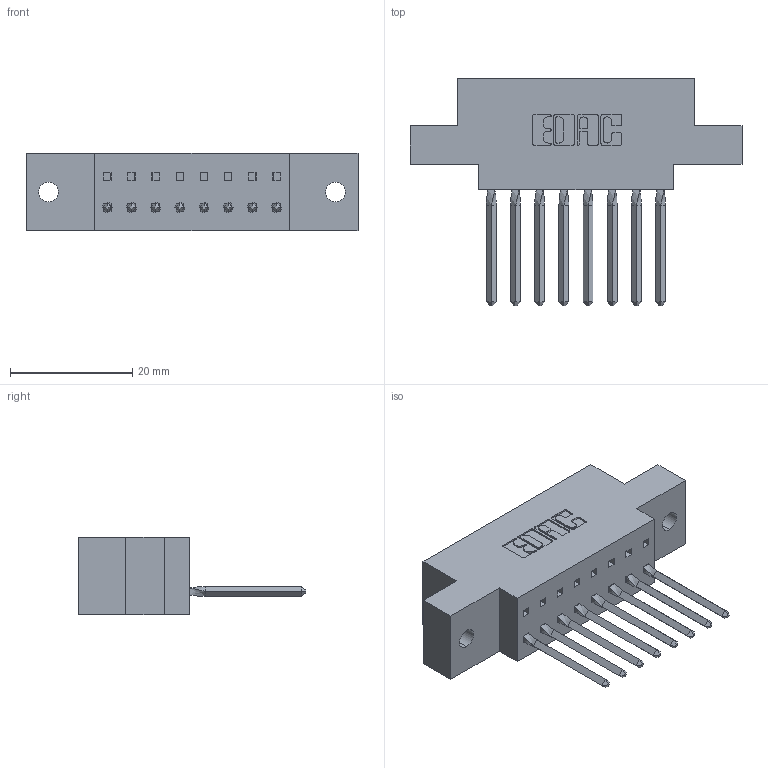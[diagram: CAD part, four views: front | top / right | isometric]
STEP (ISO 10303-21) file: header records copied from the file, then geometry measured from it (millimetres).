
FILE_DESCRIPTION (( 'STEP AP203' ), '1' );
FILE_NAME ('317-008-541-602.STEP', '2020-02-27T13:08:09', ( '' ), ( '' ), 'SwSTEP 2.0', 'SolidWorks 2016', '' );
FILE_SCHEMA (( 'CONFIG_CONTROL_DESIGN' ));
Length unit declared in the file: inch
Products named in the file (3): 317-008-541-602; 317-290-002_541; 317 Part_.144 Dia
Assembly tree (9 placements, depth 2):
  317-008-541-602
    317 Part_.144 Dia
    317-290-002_541  x8
Bounding box: 54.41 x 37.34 x 12.7 mm (x, y, z)
Volume: 7740.8 mm3; surface area: 9538.2 mm2
Topology: 9 solids, 9 shells, 1318 faces, 3747 edges, 2438 vertices
Faces by surface type: plane 1050, cylinder 236, bspline 32
Entity records: 17602 total; most frequent: CARTESIAN_POINT 3753, ORIENTED_EDGE 3014, DIRECTION 2451, EDGE_CURVE 1507, LINE 1143, VECTOR 1143, VERTEX_POINT 996, AXIS2_PLACEMENT_3D 654
